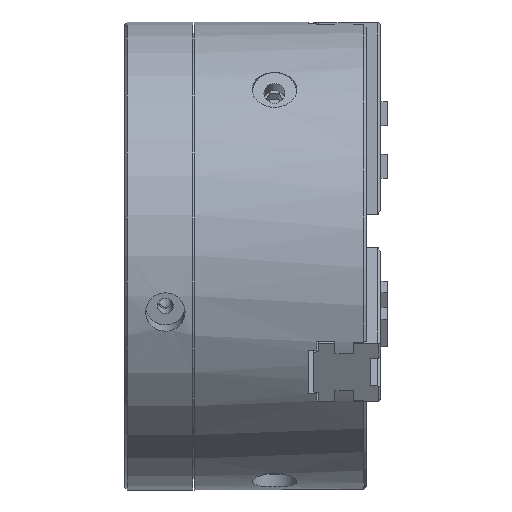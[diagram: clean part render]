
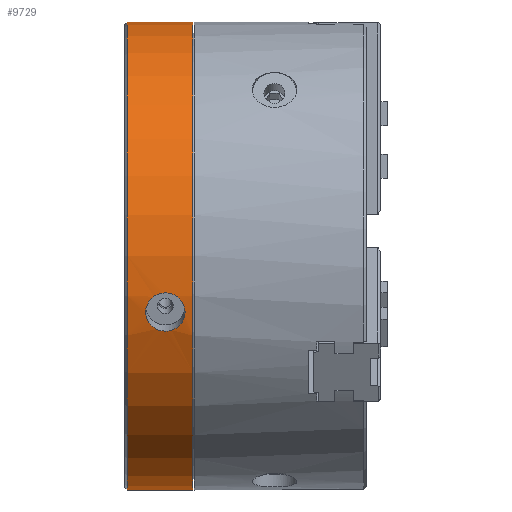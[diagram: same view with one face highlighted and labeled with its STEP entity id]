
A CAD part, top view. The second image highlights one B-rep face of the part: STEP entity #9729.
In plain terms, the highlighted cylindrical face has radius 89 mm (diameter 178 mm), a full revolution.
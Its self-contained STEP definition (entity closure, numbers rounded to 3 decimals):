
#87=B_SPLINE_CURVE_WITH_KNOTS('',3,(#14215,#14216,#14217,#14218,#14219,
#14220,#14221,#14222,#14223,#14224,#14225,#14226,#14227,#14228,#14229,#14230,
#14231,#14232,#14233),.UNSPECIFIED.,.T.,.F.,(1,1,1,1,1,1,1,1,1,1,1,1,1,
1,1,1,1,1,1,1,1,1,1),(-0.009,-0.006,-0.003,
0.,0.003,0.006,0.009,0.012,
0.015,0.018,0.021,0.023,
0.026,0.029,0.032,0.035,
0.038,0.041,0.044,0.047,
0.05,0.053,0.056),.UNSPECIFIED.);
#88=B_SPLINE_CURVE_WITH_KNOTS('',3,(#14239,#14240,#14241,#14242,#14243,
#14244,#14245,#14246,#14247,#14248,#14249,#14250,#14251,#14252,#14253,#14254,
#14255,#14256,#14257),.UNSPECIFIED.,.T.,.F.,(1,1,1,1,1,1,1,1,1,1,1,1,1,
1,1,1,1,1,1,1,1,1,1),(-0.009,-0.006,-0.003,
0.,0.003,0.006,0.009,0.012,
0.015,0.018,0.021,0.023,
0.026,0.029,0.032,0.035,
0.038,0.041,0.044,0.047,
0.05,0.053,0.056),.UNSPECIFIED.);
#91=B_SPLINE_CURVE_WITH_KNOTS('',3,(#14808,#14809,#14810,#14811,#14812,
#14813,#14814,#14815,#14816,#14817,#14818,#14819,#14820,#14821,#14822,#14823,
#14824,#14825,#14826),.UNSPECIFIED.,.T.,.F.,(1,1,1,1,1,1,1,1,1,1,1,1,1,
1,1,1,1,1,1,1,1,1,1),(-0.009,-0.006,-0.003,
0.,0.003,0.006,0.009,0.012,
0.015,0.018,0.021,0.023,
0.026,0.029,0.032,0.035,
0.038,0.041,0.044,0.047,
0.05,0.053,0.056),.UNSPECIFIED.);
#182=CYLINDRICAL_SURFACE('',#10642,89.);
#3383=ORIENTED_EDGE('',*,*,#4844,.T.);
#3384=ORIENTED_EDGE('',*,*,#5080,.T.);
#3385=ORIENTED_EDGE('',*,*,#5352,.T.);
#3386=ORIENTED_EDGE('',*,*,#5354,.F.);
#3387=ORIENTED_EDGE('',*,*,#4846,.T.);
#4844=EDGE_CURVE('',#6122,#6122,#87,.T.);
#4846=EDGE_CURVE('',#6124,#6124,#88,.T.);
#5080=EDGE_CURVE('',#6317,#6317,#91,.T.);
#5352=EDGE_CURVE('',#6517,#6517,#7188,.T.);
#5354=EDGE_CURVE('',#6519,#6519,#7190,.T.);
#6122=VERTEX_POINT('',#14234);
#6124=VERTEX_POINT('',#14258);
#6317=VERTEX_POINT('',#14827);
#6517=VERTEX_POINT('',#15410);
#6519=VERTEX_POINT('',#15415);
#7188=CIRCLE('',#10548,89.);
#7190=CIRCLE('',#10551,89.);
#7782=EDGE_LOOP('',(#3383));
#7783=EDGE_LOOP('',(#3384));
#7784=EDGE_LOOP('',(#3385));
#7785=EDGE_LOOP('',(#3386));
#7786=EDGE_LOOP('',(#3387));
#8609=FACE_BOUND('',#7782,.T.);
#8610=FACE_BOUND('',#7783,.T.);
#8611=FACE_BOUND('',#7784,.T.);
#8612=FACE_BOUND('',#7785,.T.);
#8613=FACE_BOUND('',#7786,.T.);
#9729=ADVANCED_FACE('',(#8609,#8610,#8611,#8612,#8613),#182,.T.);
#10548=AXIS2_PLACEMENT_3D('',#15409,#12437,#12438);
#10551=AXIS2_PLACEMENT_3D('',#15414,#12443,#12444);
#10642=AXIS2_PLACEMENT_3D('',#15540,#12633,#12634);
#12437=DIRECTION('',(1.,0.,0.));
#12438=DIRECTION('',(0.,0.,-1.));
#12443=DIRECTION('',(1.,0.,0.));
#12444=DIRECTION('',(0.,0.,-1.));
#12633=DIRECTION('',(1.,0.,0.));
#12634=DIRECTION('',(0.,0.,-1.));
#14215=CARTESIAN_POINT('',(-73.543,-28.357,84.364));
#14216=CARTESIAN_POINT('',(-76.502,-28.918,84.17));
#14217=CARTESIAN_POINT('',(-79.448,-28.36,84.363));
#14218=CARTESIAN_POINT('',(-81.942,-26.772,84.887));
#14219=CARTESIAN_POINT('',(-83.608,-24.383,85.61));
#14220=CARTESIAN_POINT('',(-84.195,-21.539,86.372));
#14221=CARTESIAN_POINT('',(-83.611,-18.67,87.035));
#14222=CARTESIAN_POINT('',(-81.944,-16.215,87.519));
#14223=CARTESIAN_POINT('',(-79.447,-14.565,87.802));
#14224=CARTESIAN_POINT('',(-76.503,-13.984,87.894));
#14225=CARTESIAN_POINT('',(-73.559,-14.563,87.803));
#14226=CARTESIAN_POINT('',(-71.064,-16.208,87.52));
#14227=CARTESIAN_POINT('',(-69.395,-18.656,87.038));
#14228=CARTESIAN_POINT('',(-68.804,-21.528,86.375));
#14229=CARTESIAN_POINT('',(-69.389,-24.377,85.612));
#14230=CARTESIAN_POINT('',(-71.056,-26.768,84.888));
#14231=CARTESIAN_POINT('',(-73.543,-28.357,84.364));
#14232=CARTESIAN_POINT('',(-76.502,-28.918,84.17));
#14233=CARTESIAN_POINT('',(-79.448,-28.36,84.363));
#14234=CARTESIAN_POINT('',(-76.5,-28.732,84.235));
#14239=CARTESIAN_POINT('',(-73.543,-58.883,-66.74));
#14240=CARTESIAN_POINT('',(-76.502,-58.434,-67.129));
#14241=CARTESIAN_POINT('',(-79.448,-58.881,-66.742));
#14242=CARTESIAN_POINT('',(-81.942,-60.128,-65.628));
#14243=CARTESIAN_POINT('',(-83.608,-61.949,-63.921));
#14244=CARTESIAN_POINT('',(-84.195,-64.03,-61.84));
#14245=CARTESIAN_POINT('',(-83.611,-66.04,-59.686));
#14246=CARTESIAN_POINT('',(-81.944,-67.686,-57.802));
#14247=CARTESIAN_POINT('',(-79.447,-68.756,-56.515));
#14248=CARTESIAN_POINT('',(-76.503,-69.127,-56.057));
#14249=CARTESIAN_POINT('',(-73.559,-68.758,-56.513));
#14250=CARTESIAN_POINT('',(-71.064,-67.691,-57.797));
#14251=CARTESIAN_POINT('',(-69.395,-66.049,-59.675));
#14252=CARTESIAN_POINT('',(-68.804,-64.039,-61.831));
#14253=CARTESIAN_POINT('',(-69.389,-61.953,-63.917));
#14254=CARTESIAN_POINT('',(-71.056,-60.131,-65.626));
#14255=CARTESIAN_POINT('',(-73.543,-58.883,-66.74));
#14256=CARTESIAN_POINT('',(-76.502,-58.434,-67.129));
#14257=CARTESIAN_POINT('',(-79.448,-58.881,-66.742));
#14258=CARTESIAN_POINT('',(-76.5,-58.584,-67.));
#14808=CARTESIAN_POINT('',(-73.543,87.24,-17.624));
#14809=CARTESIAN_POINT('',(-76.502,87.353,-17.041));
#14810=CARTESIAN_POINT('',(-79.448,87.24,-17.621));
#14811=CARTESIAN_POINT('',(-81.942,86.9,-19.259));
#14812=CARTESIAN_POINT('',(-83.608,86.332,-21.689));
#14813=CARTESIAN_POINT('',(-84.195,85.57,-24.532));
#14814=CARTESIAN_POINT('',(-83.611,84.709,-27.349));
#14815=CARTESIAN_POINT('',(-81.944,83.901,-29.716));
#14816=CARTESIAN_POINT('',(-79.447,83.322,-31.287));
#14817=CARTESIAN_POINT('',(-76.503,83.11,-31.837));
#14818=CARTESIAN_POINT('',(-73.559,83.321,-31.289));
#14819=CARTESIAN_POINT('',(-71.064,83.899,-29.723));
#14820=CARTESIAN_POINT('',(-69.395,84.705,-27.362));
#14821=CARTESIAN_POINT('',(-68.804,85.567,-24.544));
#14822=CARTESIAN_POINT('',(-69.389,86.33,-21.695));
#14823=CARTESIAN_POINT('',(-71.056,86.899,-19.262));
#14824=CARTESIAN_POINT('',(-73.543,87.24,-17.624));
#14825=CARTESIAN_POINT('',(-76.502,87.353,-17.041));
#14826=CARTESIAN_POINT('',(-79.448,87.24,-17.621));
#14827=CARTESIAN_POINT('',(-76.5,87.315,-17.235));
#15409=CARTESIAN_POINT('',(-91.,0.,0.));
#15410=CARTESIAN_POINT('',(-91.,0.,-89.));
#15414=CARTESIAN_POINT('',(-66.,0.,0.));
#15415=CARTESIAN_POINT('',(-66.,0.,-89.));
#15540=CARTESIAN_POINT('',(9.224,0.,0.));
